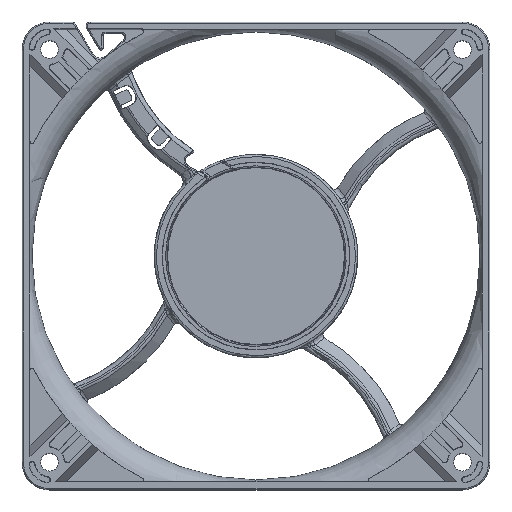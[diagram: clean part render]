
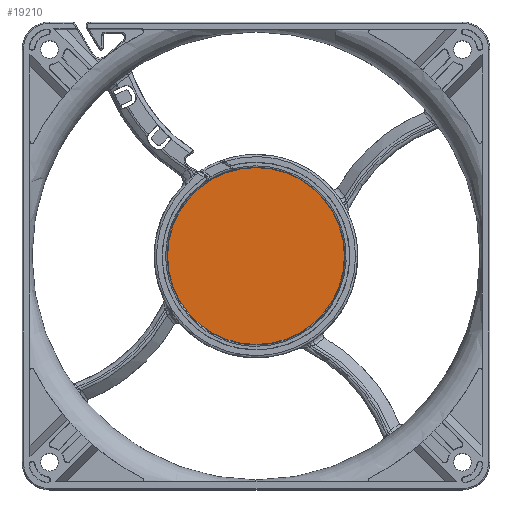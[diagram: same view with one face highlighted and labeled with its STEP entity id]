
A CAD part, top view. The second image highlights one B-rep face of the part: STEP entity #19210.
In plain terms, the highlighted planar face has unit normal (0, 0, 1).
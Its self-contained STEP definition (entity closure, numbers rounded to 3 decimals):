
#447 = EDGE_CURVE ( 'NONE', #26196, #3234, #2576, .T. ) ;
#1771 = CARTESIAN_POINT ( 'NONE',  ( 0., 0., -29.6 ) ) ;
#2576 = CIRCLE ( 'NONE', #5824, 22.5 ) ;
#3234 = VERTEX_POINT ( 'NONE', #18915 ) ;
#5341 = CARTESIAN_POINT ( 'NONE',  ( 0., 0., -29.6 ) ) ;
#5824 = AXIS2_PLACEMENT_3D ( 'NONE', #5341, #16450, #26474 ) ;
#7025 = PLANE ( 'NONE',  #23937 ) ;
#9090 = DIRECTION ( 'NONE',  ( 0., 0., -1. ) ) ;
#9312 = DIRECTION ( 'NONE',  ( -1., 0., 0. ) ) ;
#10215 = FACE_OUTER_BOUND ( 'NONE', #27928, .T. ) ;
#14028 = AXIS2_PLACEMENT_3D ( 'NONE', #1771, #19467, #21641 ) ;
#16002 = ORIENTED_EDGE ( 'NONE', *, *, #26115, .F. ) ;
#16450 = DIRECTION ( 'NONE',  ( 0., 0., -1. ) ) ;
#18915 = CARTESIAN_POINT ( 'NONE',  ( -22.5, 0., -29.6 ) ) ;
#19136 = CARTESIAN_POINT ( 'NONE',  ( 22.5, 0., -29.6 ) ) ;
#19210 = ADVANCED_FACE ( 'NONE', ( #10215 ), #7025, .F. ) ;
#19467 = DIRECTION ( 'NONE',  ( 0., 0., -1. ) ) ;
#20045 = ORIENTED_EDGE ( 'NONE', *, *, #447, .F. ) ;
#21641 = DIRECTION ( 'NONE',  ( 1., 0., 0. ) ) ;
#23937 = AXIS2_PLACEMENT_3D ( 'NONE', #24050, #9090, #9312 ) ;
#24050 = CARTESIAN_POINT ( 'NONE',  ( 22.5, 0., -29.6 ) ) ;
#26115 = EDGE_CURVE ( 'NONE', #3234, #26196, #26368, .T. ) ;
#26196 = VERTEX_POINT ( 'NONE', #19136 ) ;
#26368 = CIRCLE ( 'NONE', #14028, 22.5 ) ;
#26474 = DIRECTION ( 'NONE',  ( 1., 0., 0. ) ) ;
#27928 = EDGE_LOOP ( 'NONE', ( #20045, #16002 ) ) ;
